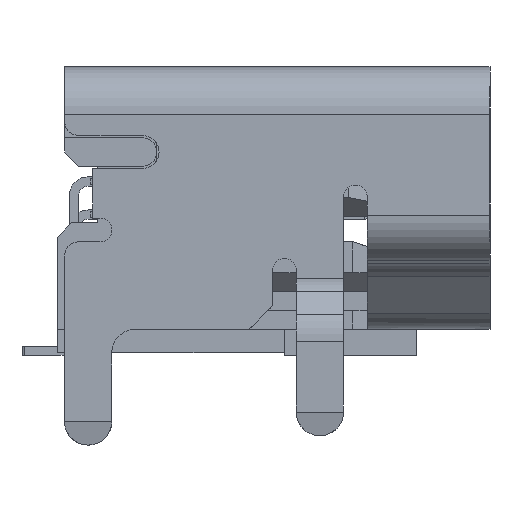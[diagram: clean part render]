
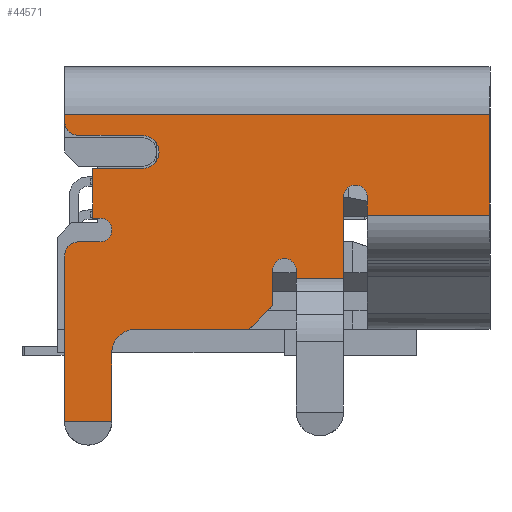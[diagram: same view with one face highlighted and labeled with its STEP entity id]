
A CAD part, left-side view. The second image highlights one B-rep face of the part: STEP entity #44571.
In plain terms, the highlighted planar face has unit normal (-1, 0, 0).
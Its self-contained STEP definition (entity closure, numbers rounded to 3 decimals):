
#19903 = VERTEX_POINT('',#19904);
#19904 = CARTESIAN_POINT('',(-7.5,-6.9,2.965));
#19911 = EDGE_CURVE('',#19912,#19903,#19914,.T.);
#19912 = VERTEX_POINT('',#19913);
#19913 = CARTESIAN_POINT('',(-7.5,-6.9,3.35));
#19914 = LINE('',#19915,#19916);
#19915 = CARTESIAN_POINT('',(-7.5,-6.9,3.35));
#19916 = VECTOR('',#19917,1.);
#19917 = DIRECTION('',(0.,0.,-1.));
#21186 = VERTEX_POINT('',#21187);
#21187 = CARTESIAN_POINT('',(-7.5,-9.5,5.1));
#21194 = EDGE_CURVE('',#21186,#21195,#21197,.T.);
#21195 = VERTEX_POINT('',#21196);
#21196 = CARTESIAN_POINT('',(-7.5,-9.5,2.965));
#21197 = LINE('',#21198,#21199);
#21198 = CARTESIAN_POINT('',(-7.5,-9.5,2.965));
#21199 = VECTOR('',#21200,1.);
#21200 = DIRECTION('',(0.,0.,-1.));
#35224 = EDGE_CURVE('',#35225,#35227,#35229,.T.);
#35225 = VERTEX_POINT('',#35226);
#35226 = CARTESIAN_POINT('',(-7.5,-1.25,2.9));
#35227 = VERTEX_POINT('',#35228);
#35228 = CARTESIAN_POINT('',(-7.5,-1.1,2.9));
#35229 = LINE('',#35230,#35231);
#35230 = CARTESIAN_POINT('',(-7.5,-1.1,2.9));
#35231 = VECTOR('',#35232,1.);
#35232 = DIRECTION('',(0.,1.,0.));
#35257 = VERTEX_POINT('',#35258);
#35258 = CARTESIAN_POINT('',(-7.5,-1.25,2.4));
#35266 = EDGE_CURVE('',#35257,#35225,#35267,.T.);
#35267 = CIRCLE('',#35268,0.25);
#35268 = AXIS2_PLACEMENT_3D('',#35269,#35270,#35271);
#35269 = CARTESIAN_POINT('',(-7.5,-1.25,2.65));
#35270 = DIRECTION('',(-1.,0.,0.));
#35271 = DIRECTION('',(0.,1.,0.));
#35281 = EDGE_CURVE('',#35282,#35257,#35284,.T.);
#35282 = VERTEX_POINT('',#35283);
#35283 = CARTESIAN_POINT('',(-7.5,-0.8,2.4));
#35284 = LINE('',#35285,#35286);
#35285 = CARTESIAN_POINT('',(-7.5,-1.25,2.4));
#35286 = VECTOR('',#35287,1.);
#35287 = DIRECTION('',(0.,-1.,0.));
#35305 = EDGE_CURVE('',#35306,#35282,#35308,.T.);
#35306 = VERTEX_POINT('',#35307);
#35307 = CARTESIAN_POINT('',(-7.5,-0.5,2.1));
#35308 = CIRCLE('',#35309,0.3);
#35309 = AXIS2_PLACEMENT_3D('',#35310,#35311,#35312);
#35310 = CARTESIAN_POINT('',(-7.5,-0.8,2.1));
#35311 = DIRECTION('',(1.,0.,0.));
#35312 = DIRECTION('',(0.,-1.,0.));
#35330 = EDGE_CURVE('',#35331,#35306,#35333,.T.);
#35331 = VERTEX_POINT('',#35332);
#35332 = CARTESIAN_POINT('',(-7.5,-0.5,-1.4));
#35333 = LINE('',#35334,#35335);
#35334 = CARTESIAN_POINT('',(-7.5,-0.5,2.1));
#35335 = VECTOR('',#35336,1.);
#35336 = DIRECTION('',(0.,0.,1.));
#35381 = EDGE_CURVE('',#35382,#35227,#35384,.T.);
#35382 = VERTEX_POINT('',#35383);
#35383 = CARTESIAN_POINT('',(-7.5,-1.1,3.95));
#35384 = LINE('',#35385,#35386);
#35385 = CARTESIAN_POINT('',(-7.5,-1.1,3.95));
#35386 = VECTOR('',#35387,1.);
#35387 = DIRECTION('',(0.,0.,-1.));
#35406 = EDGE_CURVE('',#35407,#35382,#35409,.T.);
#35407 = VERTEX_POINT('',#35408);
#35408 = CARTESIAN_POINT('',(-7.5,-2.15,3.95));
#35409 = LINE('',#35410,#35411);
#35410 = CARTESIAN_POINT('',(-7.5,-2.15,3.95));
#35411 = VECTOR('',#35412,1.);
#35412 = DIRECTION('',(0.,1.,0.));
#35476 = VERTEX_POINT('',#35477);
#35477 = CARTESIAN_POINT('',(-7.5,-2.15,4.65));
#35483 = EDGE_CURVE('',#35476,#35407,#35484,.T.);
#35484 = CIRCLE('',#35485,0.35);
#35485 = AXIS2_PLACEMENT_3D('',#35486,#35487,#35488);
#35486 = CARTESIAN_POINT('',(-7.5,-2.15,4.3));
#35487 = DIRECTION('',(1.,0.,0.));
#35488 = DIRECTION('',(0.,1.,0.));
#42628 = VERTEX_POINT('',#42629);
#42629 = CARTESIAN_POINT('',(-7.5,-0.5,4.95));
#42635 = EDGE_CURVE('',#42636,#42628,#42638,.T.);
#42636 = VERTEX_POINT('',#42637);
#42637 = CARTESIAN_POINT('',(-7.5,-0.5,5.1));
#42638 = LINE('',#42639,#42640);
#42639 = CARTESIAN_POINT('',(-7.5,-0.5,2.965));
#42640 = VECTOR('',#42641,1.);
#42641 = DIRECTION('',(0.,0.,-1.));
#44097 = VERTEX_POINT('',#44098);
#44098 = CARTESIAN_POINT('',(-7.5,-6.4,3.35));
#44104 = EDGE_CURVE('',#44097,#19912,#44105,.T.);
#44105 = CIRCLE('',#44106,0.25);
#44106 = AXIS2_PLACEMENT_3D('',#44107,#44108,#44109);
#44107 = CARTESIAN_POINT('',(-7.5,-6.65,3.35));
#44108 = DIRECTION('',(1.,0.,0.));
#44109 = DIRECTION('',(0.,1.,0.));
#44191 = EDGE_CURVE('',#44192,#44097,#44194,.T.);
#44192 = VERTEX_POINT('',#44193);
#44193 = CARTESIAN_POINT('',(-7.5,-6.4,1.63));
#44194 = LINE('',#44195,#44196);
#44195 = CARTESIAN_POINT('',(-7.5,-6.4,3.35));
#44196 = VECTOR('',#44197,1.);
#44197 = DIRECTION('',(0.,0.,1.));
#44259 = VERTEX_POINT('',#44260);
#44260 = CARTESIAN_POINT('',(-7.5,-0.8,4.65));
#44266 = EDGE_CURVE('',#42628,#44259,#44267,.T.);
#44267 = CIRCLE('',#44268,0.3);
#44268 = AXIS2_PLACEMENT_3D('',#44269,#44270,#44271);
#44269 = CARTESIAN_POINT('',(-7.5,-0.8,4.95));
#44270 = DIRECTION('',(-1.,0.,0.));
#44271 = DIRECTION('',(0.,1.,0.));
#44284 = EDGE_CURVE('',#44259,#35476,#44285,.T.);
#44285 = LINE('',#44286,#44287);
#44286 = CARTESIAN_POINT('',(-7.5,-0.8,4.65));
#44287 = VECTOR('',#44288,1.);
#44288 = DIRECTION('',(0.,-1.,0.));
#44571 = ADVANCED_FACE('',(#44572),#44673,.T.);
#44572 = FACE_BOUND('',#44573,.T.);
#44573 = EDGE_LOOP('',(#44574,#44575,#44583,#44591,#44600,#44608,#44616,
    #44624,#44633,#44641,#44647,#44648,#44649,#44650,#44656,#44657,
    #44663,#44664,#44665,#44666,#44667,#44668,#44669,#44670,#44671,
    #44672));
#44574 = ORIENTED_EDGE('',*,*,#35330,.F.);
#44575 = ORIENTED_EDGE('',*,*,#44576,.T.);
#44576 = EDGE_CURVE('',#35331,#44577,#44579,.T.);
#44577 = VERTEX_POINT('',#44578);
#44578 = CARTESIAN_POINT('',(-7.5,-1.5,-1.4));
#44579 = LINE('',#44580,#44581);
#44580 = CARTESIAN_POINT('',(-7.5,4.6,-1.4));
#44581 = VECTOR('',#44582,1.);
#44582 = DIRECTION('',(0.,-1.,0.));
#44583 = ORIENTED_EDGE('',*,*,#44584,.F.);
#44584 = EDGE_CURVE('',#44585,#44577,#44587,.T.);
#44585 = VERTEX_POINT('',#44586);
#44586 = CARTESIAN_POINT('',(-7.5,-1.5,0.05));
#44587 = LINE('',#44588,#44589);
#44588 = CARTESIAN_POINT('',(-7.5,-1.5,-1.4));
#44589 = VECTOR('',#44590,1.);
#44590 = DIRECTION('',(0.,0.,-1.));
#44591 = ORIENTED_EDGE('',*,*,#44592,.F.);
#44592 = EDGE_CURVE('',#44593,#44585,#44595,.T.);
#44593 = VERTEX_POINT('',#44594);
#44594 = CARTESIAN_POINT('',(-7.5,-2.,0.55));
#44595 = CIRCLE('',#44596,0.5);
#44596 = AXIS2_PLACEMENT_3D('',#44597,#44598,#44599);
#44597 = CARTESIAN_POINT('',(-7.5,-2.,0.05));
#44598 = DIRECTION('',(-1.,0.,0.));
#44599 = DIRECTION('',(0.,-1.,0.));
#44600 = ORIENTED_EDGE('',*,*,#44601,.F.);
#44601 = EDGE_CURVE('',#44602,#44593,#44604,.T.);
#44602 = VERTEX_POINT('',#44603);
#44603 = CARTESIAN_POINT('',(-7.5,-4.4,0.55));
#44604 = LINE('',#44605,#44606);
#44605 = CARTESIAN_POINT('',(-7.5,-2.,0.55));
#44606 = VECTOR('',#44607,1.);
#44607 = DIRECTION('',(0.,1.,0.));
#44608 = ORIENTED_EDGE('',*,*,#44609,.F.);
#44609 = EDGE_CURVE('',#44610,#44602,#44612,.T.);
#44610 = VERTEX_POINT('',#44611);
#44611 = CARTESIAN_POINT('',(-7.5,-4.9,1.05));
#44612 = LINE('',#44613,#44614);
#44613 = CARTESIAN_POINT('',(-7.5,-4.4,0.55));
#44614 = VECTOR('',#44615,1.);
#44615 = DIRECTION('',(0.,0.707,
    -0.707));
#44616 = ORIENTED_EDGE('',*,*,#44617,.F.);
#44617 = EDGE_CURVE('',#44618,#44610,#44620,.T.);
#44618 = VERTEX_POINT('',#44619);
#44619 = CARTESIAN_POINT('',(-7.5,-4.9,1.8));
#44620 = LINE('',#44621,#44622);
#44621 = CARTESIAN_POINT('',(-7.5,-4.9,1.05));
#44622 = VECTOR('',#44623,1.);
#44623 = DIRECTION('',(0.,0.,-1.));
#44624 = ORIENTED_EDGE('',*,*,#44625,.F.);
#44625 = EDGE_CURVE('',#44626,#44618,#44628,.T.);
#44626 = VERTEX_POINT('',#44627);
#44627 = CARTESIAN_POINT('',(-7.5,-5.4,1.8));
#44628 = CIRCLE('',#44629,0.25);
#44629 = AXIS2_PLACEMENT_3D('',#44630,#44631,#44632);
#44630 = CARTESIAN_POINT('',(-7.5,-5.15,1.8));
#44631 = DIRECTION('',(-1.,0.,0.));
#44632 = DIRECTION('',(0.,1.,0.));
#44633 = ORIENTED_EDGE('',*,*,#44634,.F.);
#44634 = EDGE_CURVE('',#44635,#44626,#44637,.T.);
#44635 = VERTEX_POINT('',#44636);
#44636 = CARTESIAN_POINT('',(-7.5,-5.4,1.63));
#44637 = LINE('',#44638,#44639);
#44638 = CARTESIAN_POINT('',(-7.5,-5.4,1.8));
#44639 = VECTOR('',#44640,1.);
#44640 = DIRECTION('',(0.,0.,1.));
#44641 = ORIENTED_EDGE('',*,*,#44642,.F.);
#44642 = EDGE_CURVE('',#44192,#44635,#44643,.T.);
#44643 = LINE('',#44644,#44645);
#44644 = CARTESIAN_POINT('',(-7.5,-5.4,1.63));
#44645 = VECTOR('',#44646,1.);
#44646 = DIRECTION('',(0.,1.,0.));
#44647 = ORIENTED_EDGE('',*,*,#44191,.T.);
#44648 = ORIENTED_EDGE('',*,*,#44104,.T.);
#44649 = ORIENTED_EDGE('',*,*,#19911,.T.);
#44650 = ORIENTED_EDGE('',*,*,#44651,.T.);
#44651 = EDGE_CURVE('',#19903,#21195,#44652,.T.);
#44652 = LINE('',#44653,#44654);
#44653 = CARTESIAN_POINT('',(-7.5,-0.5,2.965));
#44654 = VECTOR('',#44655,1.);
#44655 = DIRECTION('',(0.,-1.,0.));
#44656 = ORIENTED_EDGE('',*,*,#21194,.F.);
#44657 = ORIENTED_EDGE('',*,*,#44658,.F.);
#44658 = EDGE_CURVE('',#42636,#21186,#44659,.T.);
#44659 = LINE('',#44660,#44661);
#44660 = CARTESIAN_POINT('',(-7.5,-0.5,5.1));
#44661 = VECTOR('',#44662,1.);
#44662 = DIRECTION('',(0.,-1.,0.));
#44663 = ORIENTED_EDGE('',*,*,#42635,.T.);
#44664 = ORIENTED_EDGE('',*,*,#44266,.T.);
#44665 = ORIENTED_EDGE('',*,*,#44284,.T.);
#44666 = ORIENTED_EDGE('',*,*,#35483,.T.);
#44667 = ORIENTED_EDGE('',*,*,#35406,.T.);
#44668 = ORIENTED_EDGE('',*,*,#35381,.T.);
#44669 = ORIENTED_EDGE('',*,*,#35224,.F.);
#44670 = ORIENTED_EDGE('',*,*,#35266,.F.);
#44671 = ORIENTED_EDGE('',*,*,#35281,.F.);
#44672 = ORIENTED_EDGE('',*,*,#35305,.F.);
#44673 = PLANE('',#44674);
#44674 = AXIS2_PLACEMENT_3D('',#44675,#44676,#44677);
#44675 = CARTESIAN_POINT('',(-7.5,-0.5,2.965));
#44676 = DIRECTION('',(-1.,0.,0.));
#44677 = DIRECTION('',(0.,0.,-1.));
